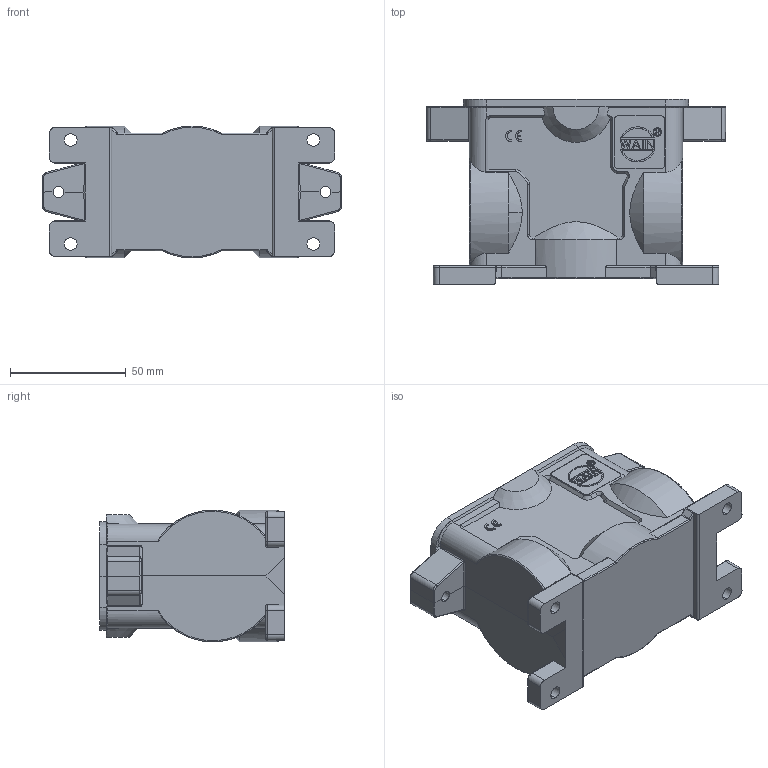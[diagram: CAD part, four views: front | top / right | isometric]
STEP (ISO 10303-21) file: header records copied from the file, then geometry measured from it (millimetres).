
FILE_DESCRIPTION((''),'2;1');
FILE_NAME('PRT0031','2024-01-27T',('13001'),(''),'PRO/ENGINEER BY PARAMETRIC TECHNOLOGY CORPORATION, 2012480','PRO/ENGINEER BY PARAMETRIC TECHNOLOGY CORPORATION, 2012480','');
FILE_SCHEMA(('CONFIG_CONTROL_DESIGN'));
Length unit declared in the file: millimetre
Products named in the file (1): PRT0031
Bounding box: 129.5 x 80 x 57 mm (x, y, z)
Volume: 144667.6 mm3; surface area: 55571.2 mm2
Topology: 1 solids, 1 shells, 587 faces, 1587 edges, 1027 vertices
Faces by surface type: plane 326, cylinder 142, cone 59, bspline 38, sphere 8, extrusion 8, torus 6
Entity records: 21283 total; most frequent: CARTESIAN_POINT 6877, ORIENTED_EDGE 3158, DIRECTION 2720, EDGE_CURVE 1579, VERTEX_POINT 1027, VECTOR 990, LINE 982, AXIS2_PLACEMENT_3D 865
